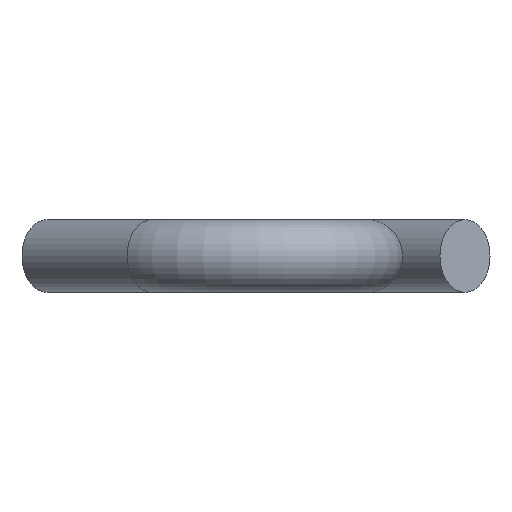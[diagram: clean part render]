
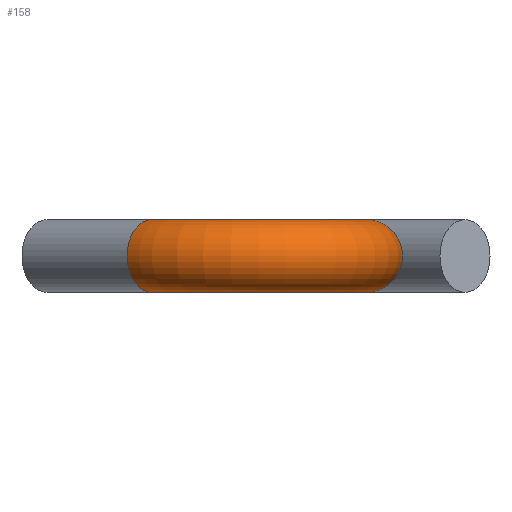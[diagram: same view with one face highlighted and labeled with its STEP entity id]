
A CAD part, front view. The second image highlights one B-rep face of the part: STEP entity #158.
In plain terms, the highlighted toroidal (fillet/blend) face has major radius 7 mm and minor radius 2 mm.
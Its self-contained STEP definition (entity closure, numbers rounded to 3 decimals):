
#5 = FACE_OUTER_BOUND ( 'NONE', #124, .T. ) ;
#29 = DIRECTION ( 'NONE',  ( 0., 0., -1. ) ) ;
#34 = ORIENTED_EDGE ( 'NONE', *, *, #46, .F. ) ;
#42 = CARTESIAN_POINT ( 'NONE',  ( 2.636, -5.464, 0. ) ) ;
#44 = EDGE_CURVE ( 'NONE', #56, #56, #202, .T. ) ;
#46 = EDGE_CURVE ( 'NONE', #118, #118, #151, .T. ) ;
#52 = DIRECTION ( 'NONE',  ( -0.707, -0.707, 0. ) ) ;
#56 = VERTEX_POINT ( 'NONE', #168 ) ;
#58 = CARTESIAN_POINT ( 'NONE',  ( -5.727, -14.069, 0. ) ) ;
#65 = FACE_OUTER_BOUND ( 'NONE', #73, .T. ) ;
#70 = TOROIDAL_SURFACE ( 'NONE', #135, 7., 2. ) ;
#72 = ORIENTED_EDGE ( 'NONE', *, *, #44, .T. ) ;
#73 = EDGE_LOOP ( 'NONE', ( #72 ) ) ;
#81 = AXIS2_PLACEMENT_3D ( 'NONE', #58, #187, #170 ) ;
#108 = DIRECTION ( 'NONE',  ( -0.707, 0.707, 0. ) ) ;
#110 = DIRECTION ( 'NONE',  ( -1., 0., 0. ) ) ;
#118 = VERTEX_POINT ( 'NONE', #42 ) ;
#124 = EDGE_LOOP ( 'NONE', ( #34 ) ) ;
#128 = CARTESIAN_POINT ( 'NONE',  ( 4.05, -4.05, 0. ) ) ;
#135 = AXIS2_PLACEMENT_3D ( 'NONE', #138, #29, #110 ) ;
#138 = CARTESIAN_POINT ( 'NONE',  ( -0.899, -9., 0. ) ) ;
#151 = CIRCLE ( 'NONE', #182, 2. ) ;
#158 = ADVANCED_FACE ( 'NONE', ( #5, #65 ), #70, .T. ) ;
#168 = CARTESIAN_POINT ( 'NONE',  ( -4.348, -12.621, 0. ) ) ;
#170 = DIRECTION ( 'NONE',  ( 0.69, 0.724, 0. ) ) ;
#182 = AXIS2_PLACEMENT_3D ( 'NONE', #128, #108, #52 ) ;
#187 = DIRECTION ( 'NONE',  ( 0.724, -0.69, 0. ) ) ;
#202 = CIRCLE ( 'NONE', #81, 2. ) ;
